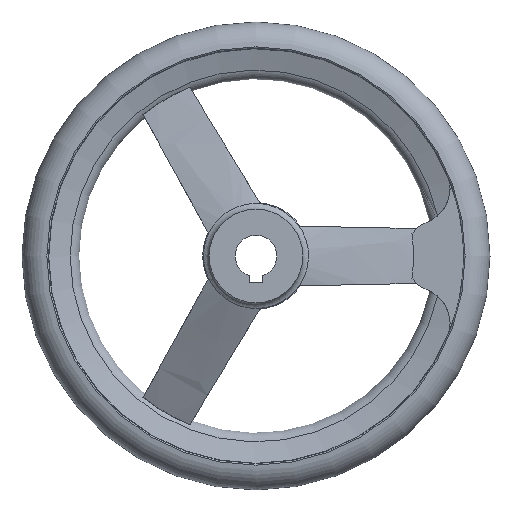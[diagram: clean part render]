
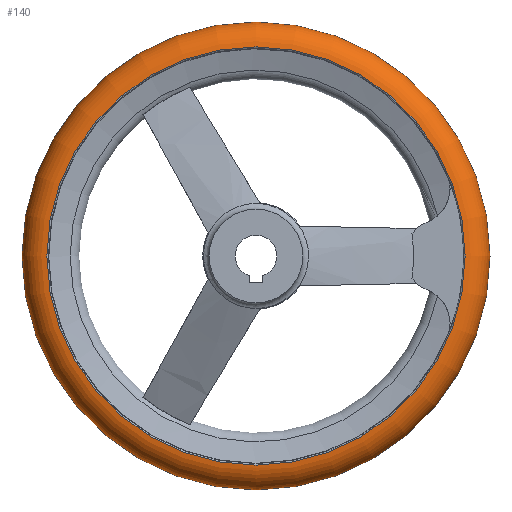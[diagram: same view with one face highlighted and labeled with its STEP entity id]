
A CAD part, front view. The second image highlights one B-rep face of the part: STEP entity #140.
In plain terms, the highlighted toroidal (fillet/blend) face has major radius 80 mm and minor radius 10 mm.
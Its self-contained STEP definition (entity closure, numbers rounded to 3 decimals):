
#140 = ADVANCED_FACE( '', ( #290, #291, #292 ), #293, .T. );
#290 = FACE_BOUND( '', #435, .T. );
#291 = FACE_OUTER_BOUND( '', #436, .T. );
#292 = FACE_OUTER_BOUND( '', #437, .T. );
#293 = TOROIDAL_SURFACE( '', #438, 80., 10. );
#435 = VERTEX_LOOP( '', #791 );
#436 = EDGE_LOOP( '', ( #792 ) );
#437 = EDGE_LOOP( '', ( #793 ) );
#438 = AXIS2_PLACEMENT_3D( '', #794, #795, #796 );
#791 = VERTEX_POINT( '', #941 );
#792 = ORIENTED_EDGE( '', *, *, #813, .T. );
#793 = ORIENTED_EDGE( '', *, *, #859, .F. );
#794 = CARTESIAN_POINT( '', ( 0., 32.5, 0. ) );
#795 = DIRECTION( '', ( 0., -1., 0. ) );
#796 = DIRECTION( '', ( 0., 0., -1. ) );
#813 = EDGE_CURVE( '', #960, #960, #961, .T. );
#859 = EDGE_CURVE( '', #1037, #1037, #1038, .T. );
#941 = CARTESIAN_POINT( '', ( 0., 32.5, -90. ) );
#960 = VERTEX_POINT( '', #1171 );
#961 = CIRCLE( '', #1172, 80.417 );
#1037 = VERTEX_POINT( '', #1394 );
#1038 = CIRCLE( '', #1395, 80.417 );
#1171 = CARTESIAN_POINT( '', ( 0., 42.491, -80.417 ) );
#1172 = AXIS2_PLACEMENT_3D( '', #1833, #1834, #1835 );
#1394 = CARTESIAN_POINT( '', ( 0., 22.509, -80.417 ) );
#1395 = AXIS2_PLACEMENT_3D( '', #1884, #1885, #1886 );
#1833 = CARTESIAN_POINT( '', ( 0., 42.491, 0. ) );
#1834 = DIRECTION( '', ( 0., -1., 0. ) );
#1835 = DIRECTION( '', ( 0., 0., -1. ) );
#1884 = CARTESIAN_POINT( '', ( 0., 22.509, 0. ) );
#1885 = DIRECTION( '', ( 0., -1., 0. ) );
#1886 = DIRECTION( '', ( 0., 0., -1. ) );
